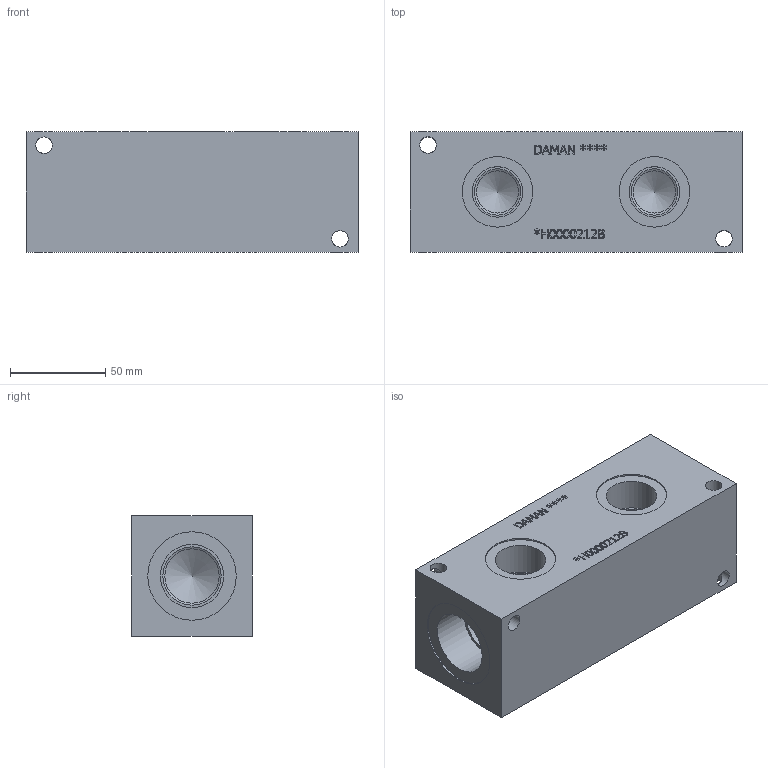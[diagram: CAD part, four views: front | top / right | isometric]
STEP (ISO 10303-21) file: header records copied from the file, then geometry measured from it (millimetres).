
FILE_DESCRIPTION(/* description */ (''),/* implementation_level */ '2;1');
FILE_NAME(/* name */ '_H0000212B.stp',/* time_stamp */ '2020-06-01T09:15:45-04:00',/* author */ ('devonn'),/* organization */ (''),/* preprocessor_version */ 'ST-DEVELOPER v17',/* originating_system */ 'Autodesk Inventor 2019',/* authorisation */ '');
FILE_SCHEMA (('AUTOMOTIVE_DESIGN { 1 0 10303 214 3 1 1 }'));
Length unit declared in the file: millimetre
Products named in the file (1): Part_AH0000212B.C13052R0_3D
Bounding box: 174.62 x 63.5 x 63.5 mm (x, y, z)
Volume: 610622 mm3; surface area: 68774.4 mm2
Topology: 1 solids, 1 shells, 352 faces, 964 edges, 646 vertices
Faces by surface type: plane 227, bspline 93, cylinder 24, cone 8
Full cylindrical faces by diameter (mm): 8.738 x8, 22.225 x2, 24.409 x2, 26.543 x2, 28.575 x2, 30.632 x2, 33.401 x2, 37.109 x2, 46.558 x2
Entity records: 11909 total; most frequent: CARTESIAN_POINT 3168, ORIENTED_EDGE 1920, DIRECTION 1376, EDGE_CURVE 960, LINE 692, VECTOR 692, VERTEX_POINT 646, EDGE_LOOP 400
